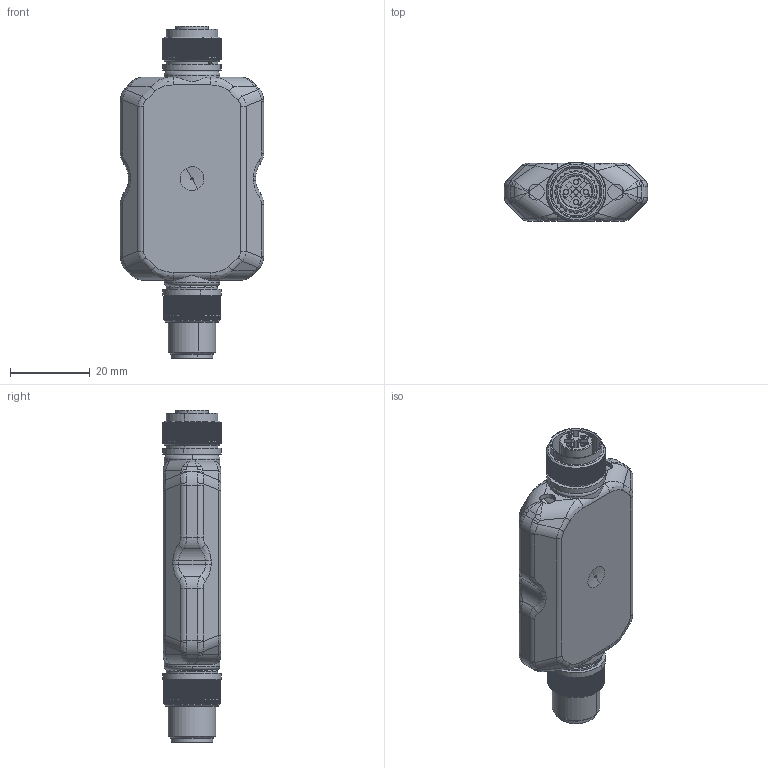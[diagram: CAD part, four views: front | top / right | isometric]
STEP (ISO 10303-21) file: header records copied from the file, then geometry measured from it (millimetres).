
FILE_DESCRIPTION(('CATIA V5 STEP Exchange','CAx-IF Rec.Pracs.--- Model Styling and Organization---1.5--- 2016-08-15','CAx-IF Rec.Pracs.---Supplemental Geometry---1.0---2011-11-01','CAx-IF Rec.Pracs.--- Composite Materials ---1.1---2010-07-15'),'2;1');
FILE_NAME ('115475-2_1', '2025-01-02T09:53:11+00:00', ('none'), ('Weidmueller'), 'CATIA Version 5-6 Release 2022 SP4 HF5', 'CATIA V5 STEP AP214 v3', 'none');
FILE_SCHEMA(('AUTOMOTIVE_DESIGN { 1 0 10303 214 1 1 1 1 }'));
Products named in the file (1): 2465830000
Bounding box: 36 x 15 x 83.3 mm (x, y, z)
Volume: 9789.5 mm3; surface area: 15968.3 mm2
Topology: 1 solids, 1 shells, 2679 faces, 7744 edges, 4990 vertices
Faces by surface type: plane 1403, cylinder 1064, bspline 144, cone 36, sphere 20, torus 12
Entity records: 93039 total; most frequent: CARTESIAN_POINT 29079, ORIENTED_EDGE 15408, DIRECTION 9127, EDGE_CURVE 7704, VERTEX_POINT 4990, AXIS2_PLACEMENT_3D 4047, VECTOR 3319, LINE 3319
